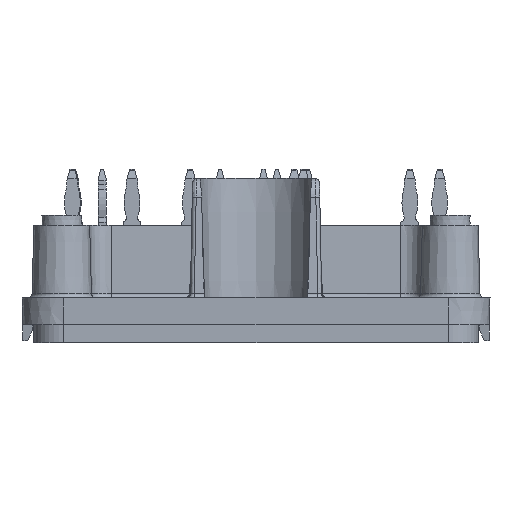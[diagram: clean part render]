
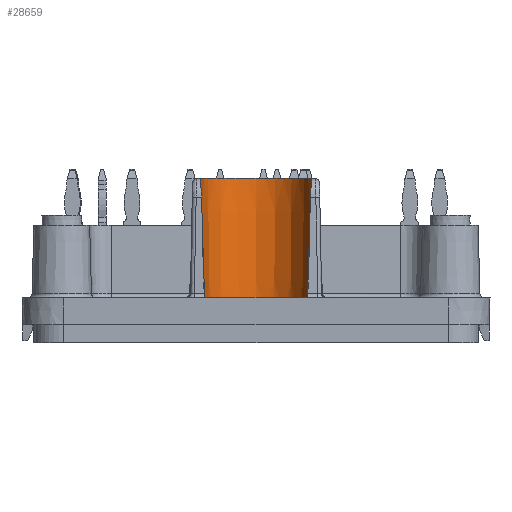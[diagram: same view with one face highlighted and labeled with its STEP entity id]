
A CAD part, left-side view. The second image highlights one B-rep face of the part: STEP entity #28659.
In plain terms, the highlighted conical face has half-angle 1 degrees and reference radius 5.538 mm.
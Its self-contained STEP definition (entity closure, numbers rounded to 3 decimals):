
#99=CONICAL_SURFACE('',#31067,5.538,0.017);
#962=B_SPLINE_CURVE_WITH_KNOTS('',3,(#46509,#46510,#46511,#46512),
 .UNSPECIFIED.,.F.,.F.,(4,4),(0.,0.001),
 .UNSPECIFIED.);
#963=B_SPLINE_CURVE_WITH_KNOTS('',3,(#46516,#46517,#46518,#46519),
 .UNSPECIFIED.,.F.,.F.,(4,4),(0.,0.001),.UNSPECIFIED.);
#964=B_SPLINE_CURVE_WITH_KNOTS('',3,(#46523,#46524,#46525,#46526,#46527),
 .UNSPECIFIED.,.F.,.F.,(4,1,4),(0.,0.002,
0.003),.UNSPECIFIED.);
#965=B_SPLINE_CURVE_WITH_KNOTS('',3,(#46531,#46532,#46533,#46534,#46535),
 .UNSPECIFIED.,.F.,.F.,(4,1,4),(0.,0.002,0.003),
 .UNSPECIFIED.);
#1191=ELLIPSE('',#31069,126.261,6.231);
#1192=ELLIPSE('',#31071,126.261,6.231);
#2330=CIRCLE('',#31068,5.346);
#2331=CIRCLE('',#31070,5.375);
#2332=CIRCLE('',#31072,5.585);
#5861=ORIENTED_EDGE('',*,*,#13212,.T.);
#5862=ORIENTED_EDGE('',*,*,#13213,.T.);
#5863=ORIENTED_EDGE('',*,*,#13214,.T.);
#5864=ORIENTED_EDGE('',*,*,#13215,.T.);
#5865=ORIENTED_EDGE('',*,*,#13216,.T.);
#5866=ORIENTED_EDGE('',*,*,#13217,.T.);
#5867=ORIENTED_EDGE('',*,*,#13218,.T.);
#5868=ORIENTED_EDGE('',*,*,#13219,.T.);
#5869=ORIENTED_EDGE('',*,*,#13220,.T.);
#13212=EDGE_CURVE('',#16704,#16704,#2330,.F.);
#13213=EDGE_CURVE('',#16705,#16706,#1191,.F.);
#13214=EDGE_CURVE('',#16706,#16707,#962,.T.);
#13215=EDGE_CURVE('',#16707,#16708,#2331,.T.);
#13216=EDGE_CURVE('',#16708,#16709,#963,.T.);
#13217=EDGE_CURVE('',#16709,#16710,#1192,.F.);
#13218=EDGE_CURVE('',#16710,#16711,#964,.T.);
#13219=EDGE_CURVE('',#16711,#16712,#2332,.F.);
#13220=EDGE_CURVE('',#16712,#16705,#965,.T.);
#16704=VERTEX_POINT('',#46505);
#16705=VERTEX_POINT('',#46507);
#16706=VERTEX_POINT('',#46508);
#16707=VERTEX_POINT('',#46513);
#16708=VERTEX_POINT('',#46515);
#16709=VERTEX_POINT('',#46520);
#16710=VERTEX_POINT('',#46522);
#16711=VERTEX_POINT('',#46528);
#16712=VERTEX_POINT('',#46530);
#22582=EDGE_LOOP('',(#5861));
#22583=EDGE_LOOP('',(#5862,#5863,#5864,#5865,#5866,#5867,#5868,#5869));
#24423=FACE_BOUND('',#22582,.T.);
#24424=FACE_BOUND('',#22583,.T.);
#28659=ADVANCED_FACE('',(#24423,#24424),#99,.F.);
#31067=AXIS2_PLACEMENT_3D('',#46503,#36143,#36144);
#31068=AXIS2_PLACEMENT_3D('',#46504,#36145,#36146);
#31069=AXIS2_PLACEMENT_3D('',#46506,#36147,#36148);
#31070=AXIS2_PLACEMENT_3D('',#46514,#36149,#36150);
#31071=AXIS2_PLACEMENT_3D('',#46521,#36151,#36152);
#31072=AXIS2_PLACEMENT_3D('',#46529,#36153,#36154);
#36143=DIRECTION('',(0.,0.,1.));
#36144=DIRECTION('',(1.,0.,0.));
#36145=DIRECTION('',(0.,0.,1.));
#36146=DIRECTION('',(1.,0.,0.));
#36147=DIRECTION('',(-0.999,0.,-0.052));
#36148=DIRECTION('',(-0.052,0.,0.999));
#36149=DIRECTION('',(0.,0.,1.));
#36150=DIRECTION('',(1.,0.,0.));
#36151=DIRECTION('',(-0.999,0.,-0.052));
#36152=DIRECTION('',(-0.052,0.,0.999));
#36153=DIRECTION('',(0.,0.,-1.));
#36154=DIRECTION('',(-1.,0.,0.));
#46503=CARTESIAN_POINT('',(46.5,0.,11.997));
#46504=CARTESIAN_POINT('',(46.5,0.,1.));
#46505=CARTESIAN_POINT('',(51.846,0.,1.));
#46506=CARTESIAN_POINT('',(44.299,0.,73.317));
#46507=CARTESIAN_POINT('',(47.47,-5.466,12.805));
#46508=CARTESIAN_POINT('',(47.98,-5.174,3.079));
#46509=CARTESIAN_POINT('',(47.98,-5.174,3.079));
#46510=CARTESIAN_POINT('',(47.991,-5.167,2.869));
#46511=CARTESIAN_POINT('',(48.183,-5.11,2.7));
#46512=CARTESIAN_POINT('',(48.38,-5.036,2.7));
#46513=CARTESIAN_POINT('',(48.38,-5.036,2.7));
#46514=CARTESIAN_POINT('',(46.5,0.,2.7));
#46515=CARTESIAN_POINT('',(48.38,5.036,2.7));
#46516=CARTESIAN_POINT('',(48.38,5.036,2.7));
#46517=CARTESIAN_POINT('',(48.182,5.11,2.7));
#46518=CARTESIAN_POINT('',(47.991,5.167,2.869));
#46519=CARTESIAN_POINT('',(47.98,5.174,3.079));
#46520=CARTESIAN_POINT('',(47.98,5.174,3.079));
#46521=CARTESIAN_POINT('',(44.299,0.,73.317));
#46522=CARTESIAN_POINT('',(47.47,5.466,12.805));
#46523=CARTESIAN_POINT('',(47.47,5.466,12.805));
#46524=CARTESIAN_POINT('',(47.444,5.48,13.316));
#46525=CARTESIAN_POINT('',(46.988,5.597,14.295));
#46526=CARTESIAN_POINT('',(45.977,5.584,14.7));
#46527=CARTESIAN_POINT('',(45.473,5.49,14.7));
#46528=CARTESIAN_POINT('',(45.473,5.49,14.7));
#46529=CARTESIAN_POINT('',(46.5,0.,14.7));
#46530=CARTESIAN_POINT('',(45.473,-5.49,14.7));
#46531=CARTESIAN_POINT('',(45.473,-5.49,14.7));
#46532=CARTESIAN_POINT('',(45.977,-5.584,14.7));
#46533=CARTESIAN_POINT('',(46.987,-5.597,14.296));
#46534=CARTESIAN_POINT('',(47.444,-5.48,13.316));
#46535=CARTESIAN_POINT('',(47.47,-5.466,12.805));
